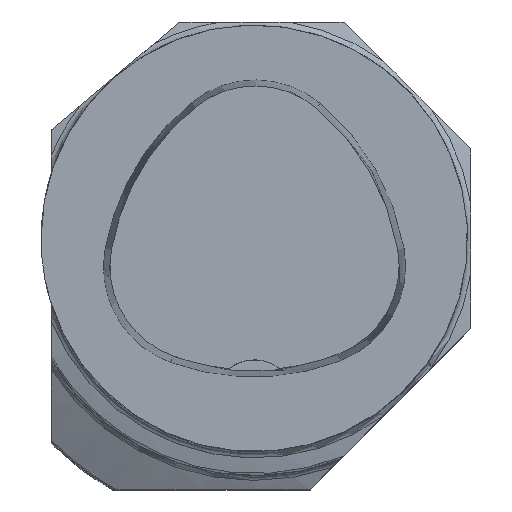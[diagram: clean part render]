
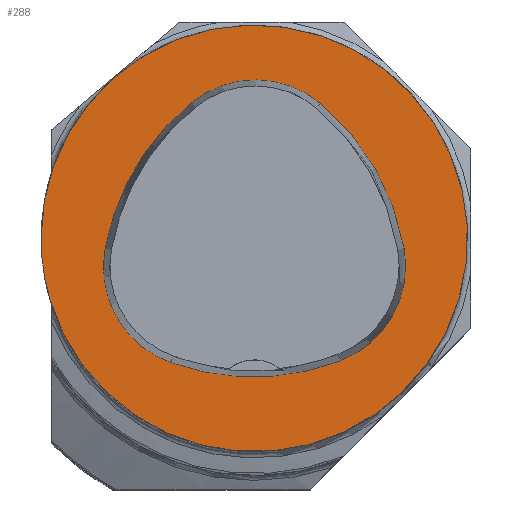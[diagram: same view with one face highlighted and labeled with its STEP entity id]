
A CAD part, top view. The second image highlights one B-rep face of the part: STEP entity #288.
In plain terms, the highlighted planar face has unit normal (0, 0, 1).
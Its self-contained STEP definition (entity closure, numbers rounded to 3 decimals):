
#57=FACE_BOUND('',#533,.T.);
#58=FACE_BOUND('',#534,.T.);
#141=CIRCLE('',#1705,31.5);
#156=CIRCLE('',#1765,36.);
#158=CIRCLE('',#1768,15.);
#160=CIRCLE('',#1771,36.);
#162=CIRCLE('',#1774,15.);
#166=CIRCLE('',#1779,36.);
#168=CIRCLE('',#1782,15.);
#288=ADVANCED_FACE('',(#57,#58),#349,.T.);
#349=PLANE('',#1788);
#533=EDGE_LOOP('',(#965,#966,#967,#968,#969,#970));
#534=EDGE_LOOP('',(#971));
#965=ORIENTED_EDGE('',*,*,#1383,.T.);
#966=ORIENTED_EDGE('',*,*,#1363,.T.);
#967=ORIENTED_EDGE('',*,*,#1367,.T.);
#968=ORIENTED_EDGE('',*,*,#1370,.T.);
#969=ORIENTED_EDGE('',*,*,#1373,.T.);
#970=ORIENTED_EDGE('',*,*,#1381,.T.);
#971=ORIENTED_EDGE('',*,*,#1296,.F.);
#1120=VERTEX_POINT('',#2705);
#1157=VERTEX_POINT('',#2902);
#1158=VERTEX_POINT('',#2903);
#1161=VERTEX_POINT('',#2911);
#1163=VERTEX_POINT('',#2917);
#1165=VERTEX_POINT('',#2923);
#1172=VERTEX_POINT('',#2944);
#1296=EDGE_CURVE('',#1120,#1120,#141,.T.);
#1363=EDGE_CURVE('',#1157,#1158,#156,.T.);
#1367=EDGE_CURVE('',#1158,#1161,#158,.T.);
#1370=EDGE_CURVE('',#1161,#1163,#160,.T.);
#1373=EDGE_CURVE('',#1163,#1165,#162,.T.);
#1381=EDGE_CURVE('',#1165,#1172,#166,.T.);
#1383=EDGE_CURVE('',#1172,#1157,#168,.T.);
#1705=AXIS2_PLACEMENT_3D('',#2704,#1994,#1995);
#1765=AXIS2_PLACEMENT_3D('',#2901,#2155,#2156);
#1768=AXIS2_PLACEMENT_3D('',#2910,#2163,#2164);
#1771=AXIS2_PLACEMENT_3D('',#2916,#2170,#2171);
#1774=AXIS2_PLACEMENT_3D('',#2922,#2177,#2178);
#1779=AXIS2_PLACEMENT_3D('',#2945,#2189,#2190);
#1782=AXIS2_PLACEMENT_3D('',#2948,#2195,#2196);
#1788=AXIS2_PLACEMENT_3D('',#2954,#2207,#2208);
#1994=DIRECTION('',(0.,0.,-1.));
#1995=DIRECTION('',(-1.,0.,0.));
#2155=DIRECTION('',(0.,0.,-1.));
#2156=DIRECTION('',(-1.,0.,0.));
#2163=DIRECTION('',(0.,0.,-1.));
#2164=DIRECTION('',(-1.,0.,0.));
#2170=DIRECTION('',(0.,0.,-1.));
#2171=DIRECTION('',(-1.,0.,0.));
#2177=DIRECTION('',(0.,0.,-1.));
#2178=DIRECTION('',(-1.,0.,0.));
#2189=DIRECTION('',(0.,0.,-1.));
#2190=DIRECTION('',(-1.,0.,0.));
#2195=DIRECTION('',(0.,0.,-1.));
#2196=DIRECTION('',(-1.,0.,0.));
#2207=DIRECTION('',(0.,0.,1.));
#2208=DIRECTION('',(1.,0.,0.));
#2704=CARTESIAN_POINT('',(0.,0.,0.));
#2705=CARTESIAN_POINT('',(-31.5,0.,0.));
#2901=CARTESIAN_POINT('',(13.398,-7.893,0.));
#2902=CARTESIAN_POINT('',(-22.041,-1.562,0.));
#2903=CARTESIAN_POINT('',(-9.317,20.036,0.));
#2910=CARTESIAN_POINT('',(0.148,8.399,0.));
#2911=CARTESIAN_POINT('',(9.779,19.898,0.));
#2916=CARTESIAN_POINT('',(-13.337,-7.7,0.));
#2917=CARTESIAN_POINT('',(22.122,-1.48,0.));
#2922=CARTESIAN_POINT('',(7.347,-4.071,0.));
#2923=CARTESIAN_POINT('',(12.693,-18.087,0.));
#2944=CARTESIAN_POINT('',(-12.373,-18.307,0.));
#2945=CARTESIAN_POINT('',(-0.137,15.55,0.));
#2948=CARTESIAN_POINT('',(-7.275,-4.2,0.));
#2954=CARTESIAN_POINT('',(0.,0.,0.));
